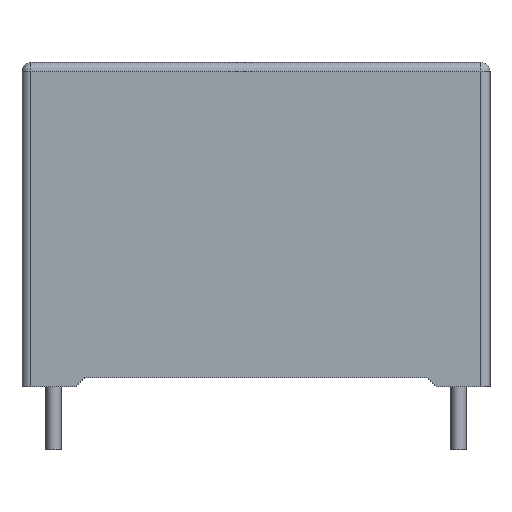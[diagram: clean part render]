
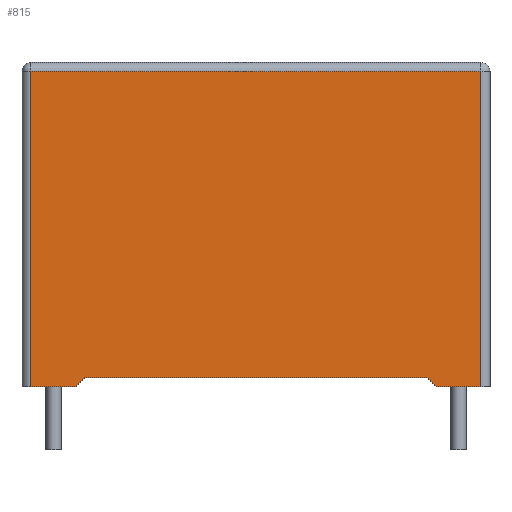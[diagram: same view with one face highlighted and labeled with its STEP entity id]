
A CAD part, front view. The second image highlights one B-rep face of the part: STEP entity #815.
In plain terms, the highlighted planar face has unit normal (0, -1, 0).
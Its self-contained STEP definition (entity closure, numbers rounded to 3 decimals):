
#53=PLANE('',#891);
#99=FACE_OUTER_BOUND('',#147,.T.);
#147=EDGE_LOOP('',(#721,#722,#723,#724,#725,#726,#727,#728));
#194=LINE('',#1240,#278);
#199=LINE('',#1249,#283);
#214=LINE('',#1285,#298);
#216=LINE('',#1289,#300);
#227=LINE('',#1336,#311);
#229=LINE('',#1339,#313);
#236=LINE('',#1349,#320);
#240=LINE('',#1358,#324);
#278=VECTOR('',#990,2.5);
#283=VECTOR('',#997,0.707);
#298=VECTOR('',#1028,2.5);
#300=VECTOR('',#1032,0.707);
#311=VECTOR('',#1087,17.5);
#313=VECTOR('',#1091,25.);
#320=VECTOR('',#1104,17.5);
#324=VECTOR('',#1118,19.);
#388=VERTEX_POINT('',#1237);
#389=VERTEX_POINT('',#1239);
#392=VERTEX_POINT('',#1248);
#402=VERTEX_POINT('',#1276);
#405=VERTEX_POINT('',#1283);
#406=VERTEX_POINT('',#1287);
#409=VERTEX_POINT('',#1299);
#415=VERTEX_POINT('',#1313);
#471=EDGE_CURVE('',#389,#388,#194,.T.);
#476=EDGE_CURVE('',#392,#389,#199,.T.);
#494=EDGE_CURVE('',#405,#402,#214,.T.);
#496=EDGE_CURVE('',#406,#405,#216,.T.);
#519=EDGE_CURVE('',#402,#415,#227,.T.);
#521=EDGE_CURVE('',#415,#409,#229,.T.);
#528=EDGE_CURVE('',#388,#409,#236,.T.);
#532=EDGE_CURVE('',#406,#392,#240,.T.);
#721=ORIENTED_EDGE('',*,*,#519,.F.);
#722=ORIENTED_EDGE('',*,*,#494,.F.);
#723=ORIENTED_EDGE('',*,*,#496,.F.);
#724=ORIENTED_EDGE('',*,*,#532,.T.);
#725=ORIENTED_EDGE('',*,*,#476,.T.);
#726=ORIENTED_EDGE('',*,*,#471,.T.);
#727=ORIENTED_EDGE('',*,*,#528,.T.);
#728=ORIENTED_EDGE('',*,*,#521,.F.);
#815=ADVANCED_FACE('',(#99),#53,.T.);
#891=AXIS2_PLACEMENT_3D('',#1357,#1116,#1117);
#990=DIRECTION('',(1.,0.,0.));
#997=DIRECTION('',(0.707,0.,-0.707));
#1028=DIRECTION('',(-1.,0.,0.));
#1032=DIRECTION('',(-0.707,0.,-0.707));
#1087=DIRECTION('',(0.,0.,1.));
#1091=DIRECTION('',(1.,0.,0.));
#1104=DIRECTION('',(0.,0.,1.));
#1116=DIRECTION('center_axis',(0.,-1.,0.));
#1117=DIRECTION('ref_axis',(0.,0.,-1.));
#1118=DIRECTION('',(1.,0.,0.));
#1237=CARTESIAN_POINT('',(12.5,-4.5,0.));
#1239=CARTESIAN_POINT('',(10.,-4.5,0.));
#1240=CARTESIAN_POINT('',(12.5,-4.5,0.));
#1248=CARTESIAN_POINT('',(9.5,-4.5,0.5));
#1249=CARTESIAN_POINT('',(10.5,-4.5,-0.5));
#1276=CARTESIAN_POINT('',(-12.5,-4.5,0.));
#1283=CARTESIAN_POINT('',(-10.,-4.5,0.));
#1285=CARTESIAN_POINT('',(-8.5,-4.5,0.));
#1287=CARTESIAN_POINT('',(-9.5,-4.5,0.5));
#1289=CARTESIAN_POINT('',(-10.5,-4.5,-0.5));
#1299=CARTESIAN_POINT('',(12.5,-4.5,17.5));
#1313=CARTESIAN_POINT('',(-12.5,-4.5,17.5));
#1336=CARTESIAN_POINT('',(-12.5,-4.5,0.));
#1339=CARTESIAN_POINT('',(8.5,-4.5,17.5));
#1349=CARTESIAN_POINT('',(12.5,-4.5,0.));
#1357=CARTESIAN_POINT('Origin',(13.,-4.5,0.5));
#1358=CARTESIAN_POINT('',(-5.,-4.5,0.5));
